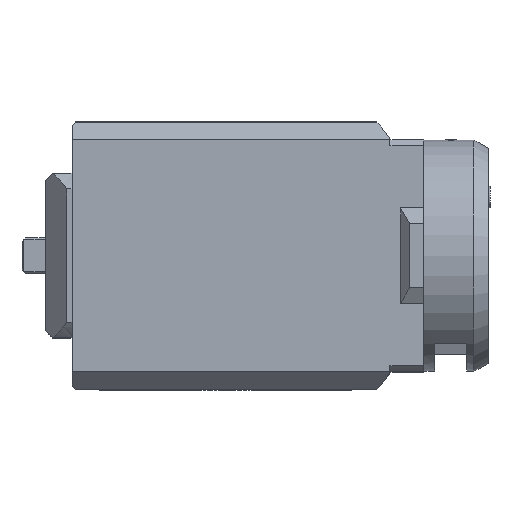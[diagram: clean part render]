
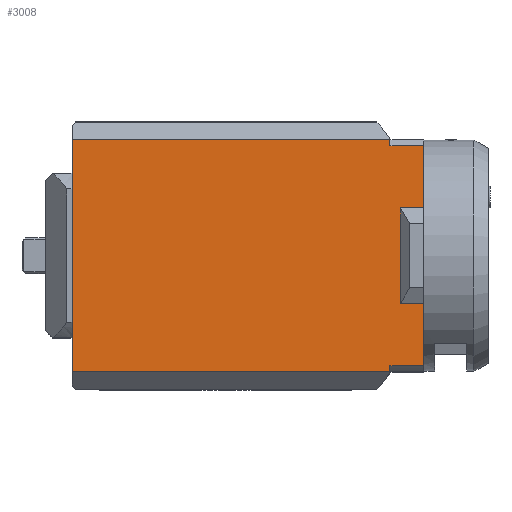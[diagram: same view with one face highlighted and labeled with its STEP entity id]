
A CAD part, top view. The second image highlights one B-rep face of the part: STEP entity #3008.
In plain terms, the highlighted planar face has unit normal (0, 0, 1).
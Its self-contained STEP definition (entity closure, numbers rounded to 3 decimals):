
#142=PLANE('',#3286);
#301=FACE_OUTER_BOUND('',#482,.T.);
#482=EDGE_LOOP('',(#2529,#2530,#2531,#2532,#2533,#2534,#2535,#2536,#2537,
#2538,#2539,#2540));
#617=LINE('',#4457,#946);
#684=LINE('',#4651,#1013);
#758=LINE('',#4887,#1087);
#759=LINE('',#4889,#1088);
#760=LINE('',#4891,#1089);
#761=LINE('',#4893,#1090);
#762=LINE('',#4895,#1091);
#763=LINE('',#4897,#1092);
#764=LINE('',#4899,#1093);
#765=LINE('',#4901,#1094);
#766=LINE('',#4902,#1095);
#767=LINE('',#4903,#1096);
#946=VECTOR('',#3540,10.);
#1013=VECTOR('',#3697,10.);
#1087=VECTOR('',#3949,10.);
#1088=VECTOR('',#3950,10.);
#1089=VECTOR('',#3951,10.);
#1090=VECTOR('',#3952,10.);
#1091=VECTOR('',#3953,10.);
#1092=VECTOR('',#3954,10.);
#1093=VECTOR('',#3955,10.);
#1094=VECTOR('',#3956,10.);
#1095=VECTOR('',#3957,10.);
#1096=VECTOR('',#3958,10.);
#1362=VERTEX_POINT('',#4445);
#1367=VERTEX_POINT('',#4455);
#1448=VERTEX_POINT('',#4649);
#1449=VERTEX_POINT('',#4650);
#1510=VERTEX_POINT('',#4886);
#1511=VERTEX_POINT('',#4888);
#1512=VERTEX_POINT('',#4890);
#1513=VERTEX_POINT('',#4892);
#1514=VERTEX_POINT('',#4894);
#1515=VERTEX_POINT('',#4896);
#1516=VERTEX_POINT('',#4898);
#1517=VERTEX_POINT('',#4900);
#1672=EDGE_CURVE('',#1367,#1362,#617,.T.);
#1767=EDGE_CURVE('',#1448,#1449,#684,.T.);
#1883=EDGE_CURVE('',#1362,#1510,#758,.T.);
#1884=EDGE_CURVE('',#1511,#1367,#759,.T.);
#1885=EDGE_CURVE('',#1512,#1511,#760,.T.);
#1886=EDGE_CURVE('',#1512,#1513,#761,.T.);
#1887=EDGE_CURVE('',#1513,#1514,#762,.T.);
#1888=EDGE_CURVE('',#1515,#1514,#763,.T.);
#1889=EDGE_CURVE('',#1516,#1515,#764,.T.);
#1890=EDGE_CURVE('',#1517,#1516,#765,.T.);
#1891=EDGE_CURVE('',#1449,#1517,#766,.T.);
#1892=EDGE_CURVE('',#1510,#1448,#767,.T.);
#2529=ORIENTED_EDGE('',*,*,#1883,.F.);
#2530=ORIENTED_EDGE('',*,*,#1672,.F.);
#2531=ORIENTED_EDGE('',*,*,#1884,.F.);
#2532=ORIENTED_EDGE('',*,*,#1885,.F.);
#2533=ORIENTED_EDGE('',*,*,#1886,.T.);
#2534=ORIENTED_EDGE('',*,*,#1887,.T.);
#2535=ORIENTED_EDGE('',*,*,#1888,.F.);
#2536=ORIENTED_EDGE('',*,*,#1889,.F.);
#2537=ORIENTED_EDGE('',*,*,#1890,.F.);
#2538=ORIENTED_EDGE('',*,*,#1891,.F.);
#2539=ORIENTED_EDGE('',*,*,#1767,.F.);
#2540=ORIENTED_EDGE('',*,*,#1892,.F.);
#3008=ADVANCED_FACE('',(#301),#142,.T.);
#3286=AXIS2_PLACEMENT_3D('',#4885,#3947,#3948);
#3540=DIRECTION('',(0.,-1.,0.));
#3697=DIRECTION('',(1.,0.,0.));
#3947=DIRECTION('center_axis',(0.,0.,
1.));
#3948=DIRECTION('ref_axis',(-0.878,-0.478,0.));
#3949=DIRECTION('',(-1.,0.,0.));
#3950=DIRECTION('',(-1.,0.,0.));
#3951=DIRECTION('',(0.,-1.,0.));
#3952=DIRECTION('',(-1.,0.,0.));
#3953=DIRECTION('',(0.,1.,0.));
#3954=DIRECTION('',(-1.,0.,0.));
#3955=DIRECTION('',(0.,-1.,0.));
#3956=DIRECTION('',(1.,0.,0.));
#3957=DIRECTION('',(0.,-1.,0.));
#3958=DIRECTION('',(0.,1.,0.));
#4445=CARTESIAN_POINT('',(46.,-32.5,115.));
#4455=CARTESIAN_POINT('',(46.,-30.806,115.));
#4457=CARTESIAN_POINT('',(46.,-18.75,115.));
#4649=CARTESIAN_POINT('',(-43.,32.5,115.));
#4650=CARTESIAN_POINT('',(46.,32.5,115.));
#4651=CARTESIAN_POINT('',(23.75,32.5,115.));
#4885=CARTESIAN_POINT('Origin',(0.,0.,
115.));
#4886=CARTESIAN_POINT('',(-43.,-32.5,115.));
#4887=CARTESIAN_POINT('',(-10.285,-32.5,115.));
#4888=CARTESIAN_POINT('',(55.45,-30.806,115.));
#4889=CARTESIAN_POINT('',(50.725,-30.806,115.));
#4890=CARTESIAN_POINT('',(55.45,-13.33,115.));
#4891=CARTESIAN_POINT('',(55.45,-23.084,115.));
#4892=CARTESIAN_POINT('',(49.,-13.33,115.));
#4893=CARTESIAN_POINT('',(55.45,-13.33,115.));
#4894=CARTESIAN_POINT('',(49.,13.33,115.));
#4895=CARTESIAN_POINT('',(49.,0.,115.));
#4896=CARTESIAN_POINT('',(55.45,13.33,115.));
#4897=CARTESIAN_POINT('',(55.45,13.33,115.));
#4898=CARTESIAN_POINT('',(55.45,30.806,115.));
#4899=CARTESIAN_POINT('',(55.45,-0.169,115.));
#4900=CARTESIAN_POINT('',(46.,30.806,115.));
#4901=CARTESIAN_POINT('',(50.725,30.806,115.));
#4902=CARTESIAN_POINT('',(46.,-18.75,115.));
#4903=CARTESIAN_POINT('',(-43.,18.75,115.));
